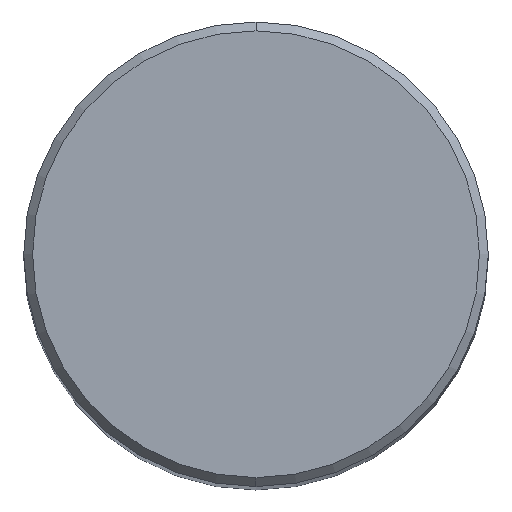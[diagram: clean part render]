
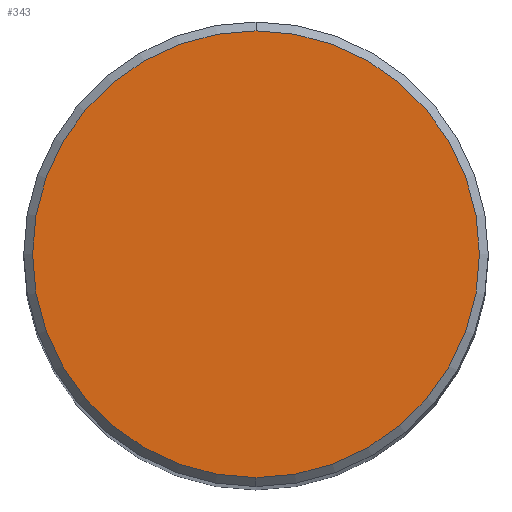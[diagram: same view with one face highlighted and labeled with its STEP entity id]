
A CAD part, top view. The second image highlights one B-rep face of the part: STEP entity #343.
In plain terms, the highlighted planar face has unit normal (0, 0, 1).
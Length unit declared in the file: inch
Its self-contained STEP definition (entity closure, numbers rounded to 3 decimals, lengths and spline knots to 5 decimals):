
#47 = AXIS2_PLACEMENT_3D ( 'NONE', #462, #103, #66 ) ;
#48 = DIRECTION ( 'NONE',  ( 0., 0., 1. ) ) ;
#66 = DIRECTION ( 'NONE',  ( 0., -1., 0. ) ) ;
#88 = DIRECTION ( 'NONE',  ( 0., -1., 0. ) ) ;
#95 = AXIS2_PLACEMENT_3D ( 'NONE', #200, #48, #88 ) ;
#103 = DIRECTION ( 'NONE',  ( 0., 0., 1. ) ) ;
#109 = PLANE ( 'NONE',  #270 ) ;
#190 = DIRECTION ( 'NONE',  ( 0., 0., -1. ) ) ;
#193 = CIRCLE ( 'NONE', #47, 0.3787 ) ;
#200 = CARTESIAN_POINT ( 'NONE',  ( 0., 0., 0. ) ) ;
#216 = CARTESIAN_POINT ( 'NONE',  ( 0., -0.3787, 0. ) ) ;
#255 = EDGE_CURVE ( 'NONE', #492, #373, #319, .T. ) ;
#270 = AXIS2_PLACEMENT_3D ( 'NONE', #505, #190, #390 ) ;
#319 = CIRCLE ( 'NONE', #95, 0.3787 ) ;
#335 = EDGE_LOOP ( 'NONE', ( #426, #342 ) ) ;
#342 = ORIENTED_EDGE ( 'NONE', *, *, #369, .T. ) ;
#343 = ADVANCED_FACE ( 'NONE', ( #459 ), #109, .F. ) ;
#369 = EDGE_CURVE ( 'NONE', #373, #492, #193, .T. ) ;
#373 = VERTEX_POINT ( 'NONE', #216 ) ;
#383 = CARTESIAN_POINT ( 'NONE',  ( 0., 0.3787, 0. ) ) ;
#390 = DIRECTION ( 'NONE',  ( 0., 1., 0. ) ) ;
#426 = ORIENTED_EDGE ( 'NONE', *, *, #255, .T. ) ;
#459 = FACE_OUTER_BOUND ( 'NONE', #335, .T. ) ;
#462 = CARTESIAN_POINT ( 'NONE',  ( 0., 0., 0. ) ) ;
#492 = VERTEX_POINT ( 'NONE', #383 ) ;
#505 = CARTESIAN_POINT ( 'NONE',  ( 0., 0.3787, 0. ) ) ;
